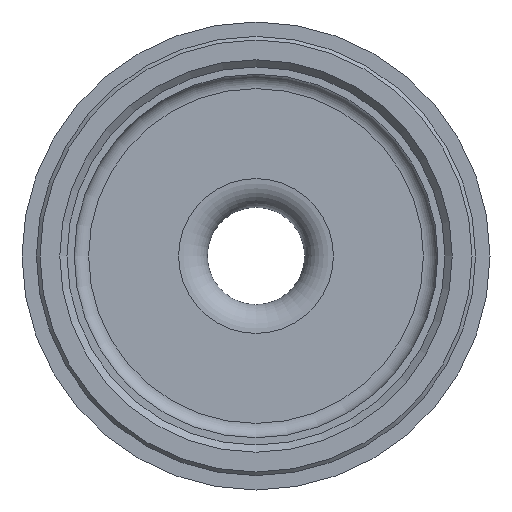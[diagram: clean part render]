
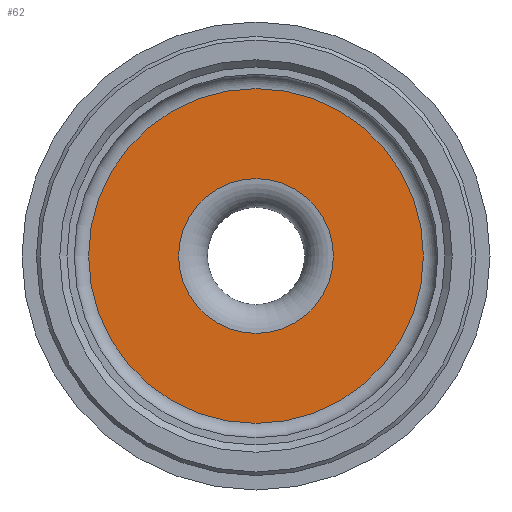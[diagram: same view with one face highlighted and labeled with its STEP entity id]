
A CAD part, front view. The second image highlights one B-rep face of the part: STEP entity #62.
In plain terms, the highlighted planar face has unit normal (0, -1, 0).
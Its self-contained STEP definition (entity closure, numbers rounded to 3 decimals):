
#49=PLANE('',#469);
#62=ADVANCED_FACE('',(#114,#115),#49,.T.);
#114=FACE_BOUND('',#192,.T.);
#115=FACE_BOUND('',#193,.T.);
#192=EDGE_LOOP('',(#270));
#193=EDGE_LOOP('',(#271));
#270=ORIENTED_EDGE('',*,*,#387,.T.);
#271=ORIENTED_EDGE('',*,*,#388,.T.);
#348=VERTEX_POINT('',#707);
#349=VERTEX_POINT('',#709);
#387=EDGE_CURVE('',#348,#348,#426,.T.);
#388=EDGE_CURVE('',#349,#349,#427,.T.);
#426=CIRCLE('',#467,21.5);
#427=CIRCLE('',#468,46.5);
#467=AXIS2_PLACEMENT_3D('',#706,#550,#551);
#468=AXIS2_PLACEMENT_3D('',#708,#552,#553);
#469=AXIS2_PLACEMENT_3D('',#710,#554,#555);
#550=DIRECTION('',(0.,1.,0.));
#551=DIRECTION('',(0.,0.,-1.));
#552=DIRECTION('',(0.,-1.,0.));
#553=DIRECTION('',(0.,0.,-1.));
#554=DIRECTION('',(0.,-1.,0.));
#555=DIRECTION('',(0.,0.,-1.));
#706=CARTESIAN_POINT('',(0.,40.,0.));
#707=CARTESIAN_POINT('',(0.,40.,-21.5));
#708=CARTESIAN_POINT('',(0.,40.,0.));
#709=CARTESIAN_POINT('',(0.,40.,-46.5));
#710=CARTESIAN_POINT('',(13.5,40.,0.));
